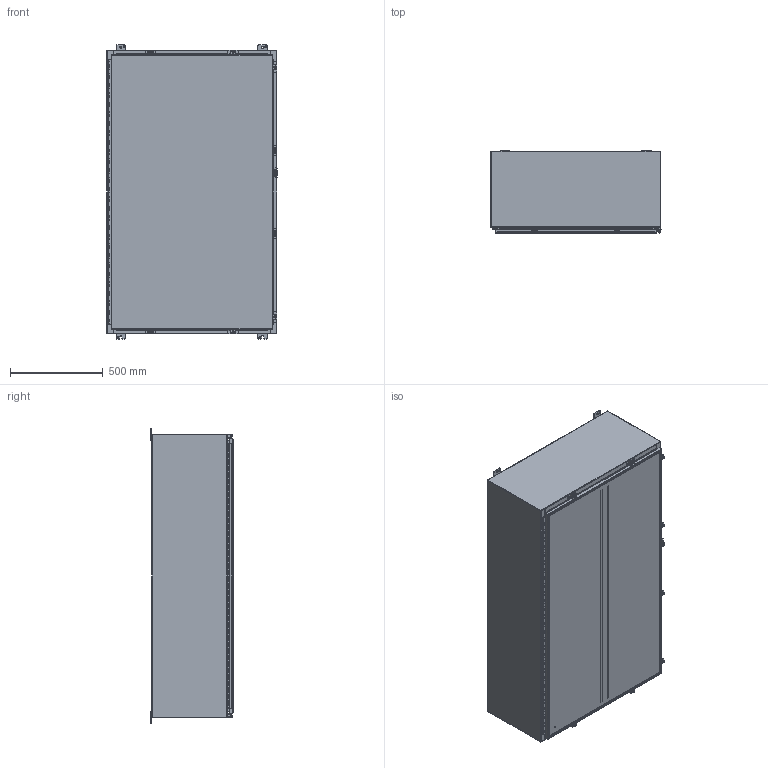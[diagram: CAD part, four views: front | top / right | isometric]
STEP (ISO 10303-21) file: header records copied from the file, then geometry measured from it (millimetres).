
FILE_DESCRIPTION (( 'STEP AP203' ), '1' );
FILE_NAME ('1418N4T16_Default.step', '2019-11-02T15:03:36', ( '' ), ( '' ), 'SwSTEP 2.0', 'SolidWorks 2019', '' );
FILE_SCHEMA (( 'CONFIG_CONTROL_DESIGN' ));
Products named in the file (1): 1418N4T16_Default
Bounding box: 917.6 x 442.9 x 1581.15 mm (x, y, z)
Volume: 13433370.9 mm3; surface area: 13871041.9 mm2
Topology: 69 solids, 70 shells, 2458 faces, 6570 edges, 4320 vertices
Faces by surface type: plane 1445, cylinder 913, bspline 74, cone 26
Entity records: 78577 total; most frequent: CARTESIAN_POINT 15963, ORIENTED_EDGE 13132, DIRECTION 13016, EDGE_CURVE 6566, VECTOR 4490, LINE 4490, VERTEX_POINT 4320, AXIS2_PLACEMENT_3D 4263
